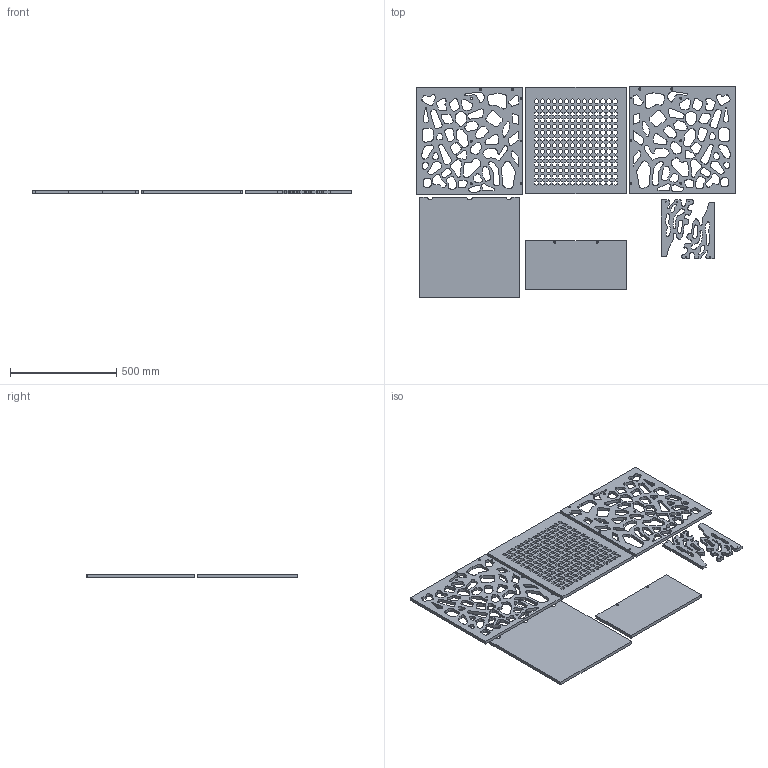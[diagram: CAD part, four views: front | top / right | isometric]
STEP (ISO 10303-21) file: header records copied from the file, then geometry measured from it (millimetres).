
FILE_DESCRIPTION(/* description */ (''),/* implementation_level */ '2;1');
FILE_NAME(/* name */ 'cam kommode 15mm v13.step',/* time_stamp */ '2019-05-20T21:47:09+02:00',/* author */ ('rumpfQWP72'),/* organization */ (''),/* preprocessor_version */ 'ST-DEVELOPER v18',/* originating_system */ 'Autodesk Translation Framework v8.2.0.1029',/* authorisation */ '');
FILE_SCHEMA (('AUTOMOTIVE_DESIGN { 1 0 10303 214 3 1 1 }'));
Products named in the file (6): cam kommode 15mm; Top; seite rechts; seite links; Rückseite; Fuß links
Assembly tree (6 placements, depth 2):
  cam kommode 15mm
    Top
    seite rechts
    seite links
    Fuß links  x2
    Rückseite
Bounding box: 1500 x 988 x 15 mm (x, y, z)
Volume: 12468107.8 mm3; surface area: 2320767.5 mm2
Topology: 7 solids, 7 shells, 2382 faces, 7124 edges, 4756 vertices
Faces by surface type: plane 1785, cylinder 591, cone 6
Full cylindrical faces by diameter (mm): 4 x12, 8 x6, 10 x6
Entity records: 76603 total; most frequent: CARTESIAN_POINT 13480, ORIENTED_EDGE 13456, DIRECTION 12313, EDGE_CURVE 6728, LINE 5665, VECTOR 5665, VERTEX_POINT 4491, AXIS2_PLACEMENT_3D 3324
